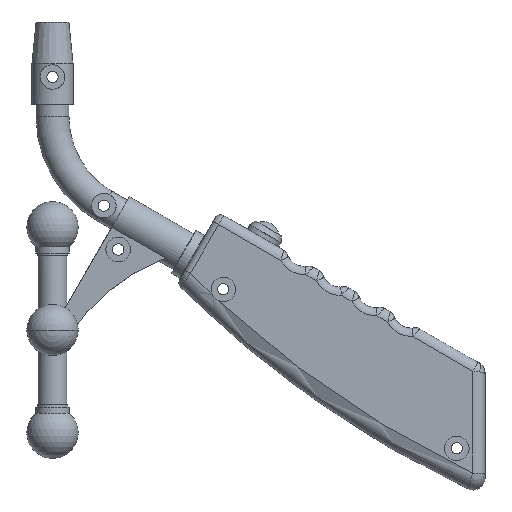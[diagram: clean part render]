
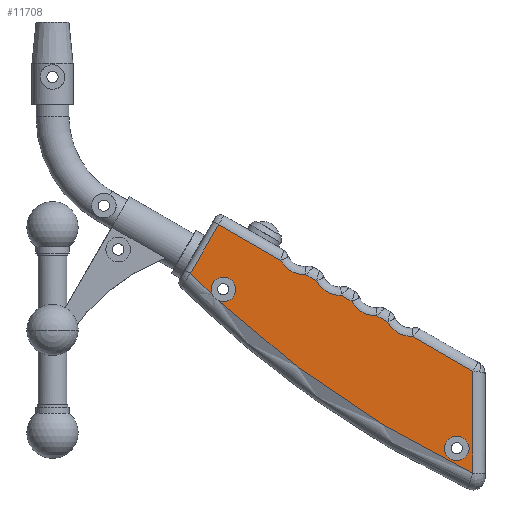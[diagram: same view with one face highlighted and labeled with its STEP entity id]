
A CAD part, front view. The second image highlights one B-rep face of the part: STEP entity #11708.
In plain terms, the highlighted planar face has unit normal (0, -1, 0).
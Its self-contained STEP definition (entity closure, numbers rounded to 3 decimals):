
#8385=CARTESIAN_POINT('',(91.063,-15.,-137.779));
#8427=CARTESIAN_POINT('',(105.205,-15.,-151.921));
#8461=CARTESIAN_POINT('',(119.347,-15.,-166.063));
#8495=CARTESIAN_POINT('',(133.489,-15.,-180.205));
#8565=CARTESIAN_POINT('',(60.33,-15.,-144.06));
#8566=DIRECTION('',(0.,-1.,0.));
#8567=DIRECTION('',(0.,0.,-1.));
#8568=AXIS2_PLACEMENT_3D('',#8565,#8566,#8567);
#8573=CARTESIAN_POINT('',(60.33,-15.,-144.06));
#8574=DIRECTION('',(0.,-1.,0.));
#8575=DIRECTION('',(0.,0.,1.));
#8576=AXIS2_PLACEMENT_3D('',#8573,#8574,#8575);
#8581=CARTESIAN_POINT('',(473.388,-15.,112.685));
#8582=DIRECTION('',(0.,-1.,0.));
#8583=DIRECTION('',(-0.867,0.,-0.498));
#8584=AXIS2_PLACEMENT_3D('',#8581,#8582,#8583);
#8589=DIRECTION('',(-0.707,0.,-0.707));
#8590=VECTOR('',#8589,27.525);
#8591=CARTESIAN_POINT('',(66.263,-15.,-112.979));
#8592=LINE('',#8591,#8590);
#8596=DIRECTION('',(-0.707,0.,0.707));
#8597=VECTOR('',#8596,35.072);
#8598=CARTESIAN_POINT('',(91.063,-15.,-137.779));
#8599=LINE('',#8598,#8597);
#8603=CARTESIAN_POINT('',(103.74,-15.,-134.899));
#8604=DIRECTION('',(0.,-1.,0.));
#8605=DIRECTION('',(-0.975,0.,-0.221));
#8606=AXIS2_PLACEMENT_3D('',#8603,#8604,#8605);
#8611=DIRECTION('',(-0.707,0.,0.707));
#8612=VECTOR('',#8611,6.144);
#8613=CARTESIAN_POINT('',(105.205,-15.,-151.921));
#8614=LINE('',#8613,#8612);
#8618=CARTESIAN_POINT('',(117.882,-15.,-149.042));
#8619=DIRECTION('',(0.,-1.,0.));
#8620=DIRECTION('',(-0.975,0.,-0.221));
#8621=AXIS2_PLACEMENT_3D('',#8618,#8619,#8620);
#8626=DIRECTION('',(-0.707,0.,0.707));
#8627=VECTOR('',#8626,6.144);
#8628=CARTESIAN_POINT('',(119.347,-15.,-166.063));
#8629=LINE('',#8628,#8627);
#8633=CARTESIAN_POINT('',(132.024,-15.,-163.184));
#8634=DIRECTION('',(0.,-1.,0.));
#8635=DIRECTION('',(-0.975,0.,-0.221));
#8636=AXIS2_PLACEMENT_3D('',#8633,#8634,#8635);
#8641=DIRECTION('',(-0.707,0.,0.707));
#8642=VECTOR('',#8641,6.144);
#8643=CARTESIAN_POINT('',(133.489,-15.,-180.205));
#8644=LINE('',#8643,#8642);
#8648=CARTESIAN_POINT('',(146.167,-15.,-177.326));
#8649=DIRECTION('',(0.,-1.,0.));
#8650=DIRECTION('',(-0.975,0.,-0.221));
#8651=AXIS2_PLACEMENT_3D('',#8648,#8649,#8650);
#8656=DIRECTION('',(-0.707,0.,0.707));
#8657=VECTOR('',#8656,34.03);
#8658=CARTESIAN_POINT('',(167.35,-15.,
-214.066));
#8659=LINE('',#8658,#8657);
#8663=DIRECTION('',(0.259,0.,0.966));
#8664=VECTOR('',#8663,49.613);
#8665=CARTESIAN_POINT('',(154.51,-15.,-261.989));
#8666=LINE('',#8665,#8664);
#8670=CARTESIAN_POINT('',(473.388,-15.,112.685));
#8671=DIRECTION('',(0.,-1.,0.));
#8672=DIRECTION('',(-0.847,0.,-0.531));
#8673=AXIS2_PLACEMENT_3D('',#8670,#8671,#8672);
#8678=CARTESIAN_POINT('',(60.33,-15.,-144.06));
#8679=DIRECTION('',(0.,-1.,0.));
#8680=DIRECTION('',(-0.621,0.,-0.784));
#8681=AXIS2_PLACEMENT_3D('',#8678,#8679,#8680);
#8686=CARTESIAN_POINT('',(150.052,-15.,-248.285));
#8687=DIRECTION('',(0.,-1.,0.));
#8688=DIRECTION('',(0.,0.,-1.));
#8689=AXIS2_PLACEMENT_3D('',#8686,#8687,#8688);
#8694=CARTESIAN_POINT('',(150.052,-15.,-248.285));
#8695=DIRECTION('',(0.,-1.,0.));
#8696=DIRECTION('',(0.,0.,1.));
#8697=AXIS2_PLACEMENT_3D('',#8694,#8695,#8696);
#10430=CARTESIAN_POINT('',(66.263,-15.,-112.979));
#10432=VERTEX_POINT('',#10430);
#10437=CARTESIAN_POINT('',(46.801,-15.,-132.442));
#10438=VERTEX_POINT('',#10437);
#10444=VERTEX_POINT('',#8385);
#10447=CARTESIAN_POINT('',(100.861,-15.,-147.577));
#10448=VERTEX_POINT('',#10447);
#10454=VERTEX_POINT('',#8427);
#10457=CARTESIAN_POINT('',(115.003,-15.,-161.719));
#10458=VERTEX_POINT('',#10457);
#10464=VERTEX_POINT('',#8461);
#10467=CARTESIAN_POINT('',(129.145,-15.,-175.861));
#10468=VERTEX_POINT('',#10467);
#10474=VERTEX_POINT('',#8495);
#10477=CARTESIAN_POINT('',(143.287,-15.,-190.003));
#10478=VERTEX_POINT('',#10477);
#10483=CARTESIAN_POINT('',(167.35,-15.,
-214.066));
#10484=VERTEX_POINT('',#10483);
#10491=CARTESIAN_POINT('',(154.51,-15.,-261.989));
#10492=VERTEX_POINT('',#10491);
#10697=CARTESIAN_POINT('',(60.33,-15.,-150.06));
#10698=CARTESIAN_POINT('',(60.33,-15.,-138.06));
#10699=VERTEX_POINT('',#10697);
#10700=VERTEX_POINT('',#10698);
#10701=CARTESIAN_POINT('',(54.464,-15.,-145.32));
#10702=VERTEX_POINT('',#10701);
#10703=CARTESIAN_POINT('',(56.604,-15.,-148.763));
#10704=VERTEX_POINT('',#10703);
#10705=CARTESIAN_POINT('',(150.052,-15.,-254.285));
#10706=CARTESIAN_POINT('',(150.052,-15.,-242.285));
#10707=VERTEX_POINT('',#10705);
#10708=VERTEX_POINT('',#10706);
#11669=CARTESIAN_POINT('',(0.,-15.,0.));
#11670=DIRECTION('',(0.,1.,0.));
#11671=DIRECTION('',(-1.,0.,0.));
#11672=AXIS2_PLACEMENT_3D('',#11669,#11670,#11671);
#11673=PLANE('',#11672);
#11675=ORIENTED_EDGE('',*,*,#11674,.T.);
#11677=ORIENTED_EDGE('',*,*,#11676,.T.);
#11679=ORIENTED_EDGE('',*,*,#11678,.F.);
#11681=ORIENTED_EDGE('',*,*,#11680,.F.);
#11682=ORIENTED_EDGE('',*,*,#11374,.F.);
#11683=ORIENTED_EDGE('',*,*,#11561,.T.);
#11684=ORIENTED_EDGE('',*,*,#11399,.F.);
#11686=ORIENTED_EDGE('',*,*,#11685,.T.);
#11687=ORIENTED_EDGE('',*,*,#11420,.F.);
#11689=ORIENTED_EDGE('',*,*,#11688,.T.);
#11690=ORIENTED_EDGE('',*,*,#11442,.F.);
#11692=ORIENTED_EDGE('',*,*,#11691,.T.);
#11693=ORIENTED_EDGE('',*,*,#11464,.F.);
#11695=ORIENTED_EDGE('',*,*,#11694,.F.);
#11697=ORIENTED_EDGE('',*,*,#11696,.F.);
#11699=ORIENTED_EDGE('',*,*,#11698,.T.);
#11700=EDGE_LOOP('',(#11675,#11677,#11679,#11681,#11682,#11683,#11684,#11686,
#11687,#11689,#11690,#11692,#11693,#11695,#11697,#11699));
#11701=FACE_OUTER_BOUND('',#11700,.F.);
#11703=ORIENTED_EDGE('',*,*,#11702,.T.);
#11705=ORIENTED_EDGE('',*,*,#11704,.T.);
#11706=EDGE_LOOP('',(#11703,#11705));
#11707=FACE_BOUND('',#11706,.F.);
#8569=CIRCLE('',#8568,6.);
#8577=CIRCLE('',#8576,6.);
#8585=CIRCLE('',#8584,492.);
#8607=CIRCLE('',#8606,13.);
#8622=CIRCLE('',#8621,13.);
#8637=CIRCLE('',#8636,13.);
#8652=CIRCLE('',#8651,13.);
#8674=CIRCLE('',#8673,492.);
#8682=CIRCLE('',#8681,6.);
#8690=CIRCLE('',#8689,6.);
#8698=CIRCLE('',#8697,6.);
#11374=EDGE_CURVE('',#10444,#10432,#8599,.T.);
#11399=EDGE_CURVE('',#10454,#10448,#8614,.T.);
#11420=EDGE_CURVE('',#10464,#10458,#8629,.T.);
#11442=EDGE_CURVE('',#10474,#10468,#8644,.T.);
#11464=EDGE_CURVE('',#10484,#10478,#8659,.T.);
#11561=EDGE_CURVE('',#10444,#10448,#8607,.T.);
#11674=EDGE_CURVE('',#10699,#10700,#8569,.T.);
#11676=EDGE_CURVE('',#10700,#10702,#8577,.T.);
#11678=EDGE_CURVE('',#10438,#10702,#8585,.T.);
#11680=EDGE_CURVE('',#10432,#10438,#8592,.T.);
#11685=EDGE_CURVE('',#10454,#10458,#8622,.T.);
#11688=EDGE_CURVE('',#10464,#10468,#8637,.T.);
#11691=EDGE_CURVE('',#10474,#10478,#8652,.T.);
#11694=EDGE_CURVE('',#10492,#10484,#8666,.T.);
#11696=EDGE_CURVE('',#10704,#10492,#8674,.T.);
#11698=EDGE_CURVE('',#10704,#10699,#8682,.T.);
#11702=EDGE_CURVE('',#10707,#10708,#8690,.T.);
#11704=EDGE_CURVE('',#10708,#10707,#8698,.T.);
#11708=ADVANCED_FACE('',(#11701,#11707),#11673,.F.);
